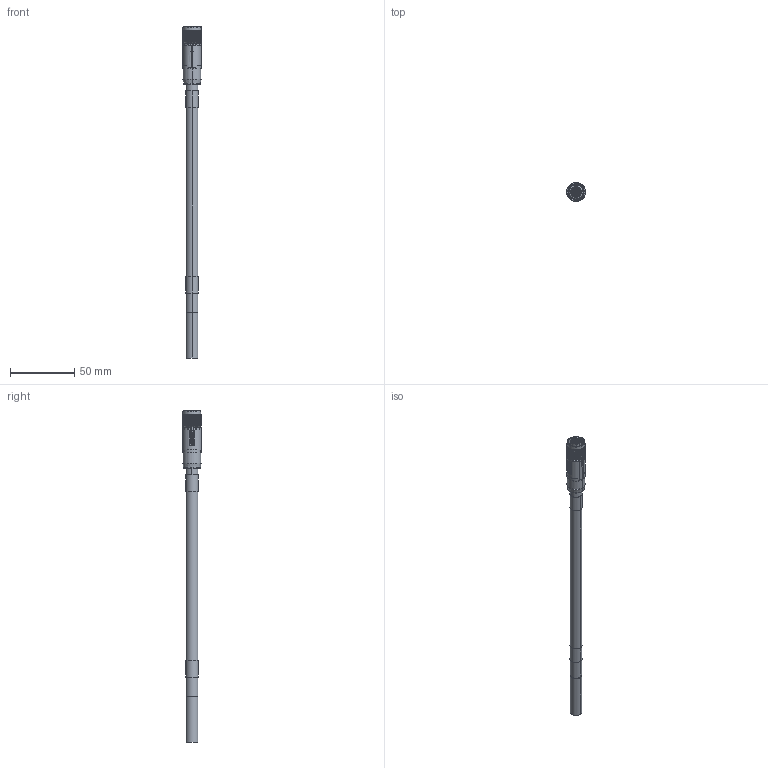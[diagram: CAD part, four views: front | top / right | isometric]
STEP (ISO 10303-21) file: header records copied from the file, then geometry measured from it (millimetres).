
FILE_DESCRIPTION((''),'2;1');
FILE_NAME('1408106','2014-03-12T',('ascheerer'),(''),'PRO/ENGINEER BY PARAMETRIC TECHNOLOGY CORPORATION, 2012480','PRO/ENGINEER BY PARAMETRIC TECHNOLOGY CORPORATION, 2012480','');
FILE_SCHEMA(('AUTOMOTIVE_DESIGN { 1 0 10303 214 1 1 1 1 }'));
Length unit declared in the file: millimetre
Products named in the file (1): 1408106
Bounding box: 15 x 15.01 x 258.2 mm (x, y, z)
Volume: 20893.4 mm3; surface area: 9691.7 mm2
Topology: 1 solids, 1 shells, 801 faces, 2054 edges, 1344 vertices
Faces by surface type: plane 428, cylinder 195, extrusion 64, cone 41, bspline 37, torus 34, sphere 2
Entity records: 28760 total; most frequent: CARTESIAN_POINT 9557, ORIENTED_EDGE 4108, DIRECTION 3562, EDGE_CURVE 2054, VECTOR 1378, VERTEX_POINT 1344, LINE 1314, AXIS2_PLACEMENT_3D 1092
